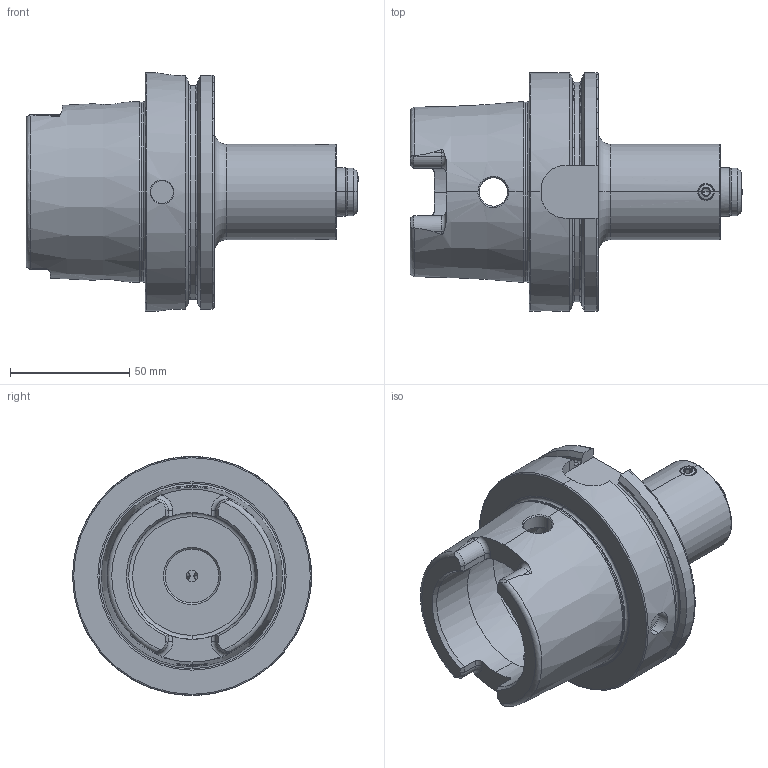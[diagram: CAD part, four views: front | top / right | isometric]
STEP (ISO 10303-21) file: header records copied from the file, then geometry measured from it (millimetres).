
FILE_DESCRIPTION (( 'STEP AP214' ), '1' );
FILE_NAME ('HA0.HA4.K01.080.STEP', '2011-10-06T12:33:13', ( 'SwiAdmin' ), ( '' ), 'SwSTEP 2.0', 'SolidWorks 2011', '' );
FILE_SCHEMA (( 'AUTOMOTIVE_DESIGN' ));
Length unit declared in the file: millimetre
Products named in the file (11): HA4-ER1.001.000; Stift; Spindel; Backe; Dichtung; DIN 3771 - 12x1.5; GrundkörperHSK40; ISO 13337 - 3 x 14_Spring Pin ISO 13337 - 3 x 16 - St; HA4-ER2.001.005_A; HA0.HA4.K01.080; HA0-HA4.K01.080_B_Fertigbearbeitung
Assembly tree (12 placements, depth 3):
  HA0.HA4.K01.080
    HA0-HA4.K01.080_B_Fertigbearbeitung
    HA4-ER1.001.000
      Backe  x2
      Stift
      Spindel
      DIN 3771 - 12x1.5
      GrundkörperHSK40
      Dichtung
    HA4-ER2.001.005_A  x2
    ISO 13337 - 3 x 14_Spring Pin ISO 13337 - 3 x 16 - St
Bounding box: 138.95 x 100 x 100 mm (x, y, z)
Volume: 309920.6 mm3; surface area: 68330.5 mm2
Topology: 11 solids, 11 shells, 463 faces, 1151 edges, 710 vertices
Faces by surface type: cylinder 150, plane 147, cone 87, torus 71, bspline 8
Entity records: 16431 total; most frequent: CARTESIAN_POINT 4471, DIRECTION 2191, ORIENTED_EDGE 2102, EDGE_CURVE 1051, AXIS2_PLACEMENT_3D 895, VERTEX_POINT 655, CIRCLE 468, EDGE_LOOP 454
